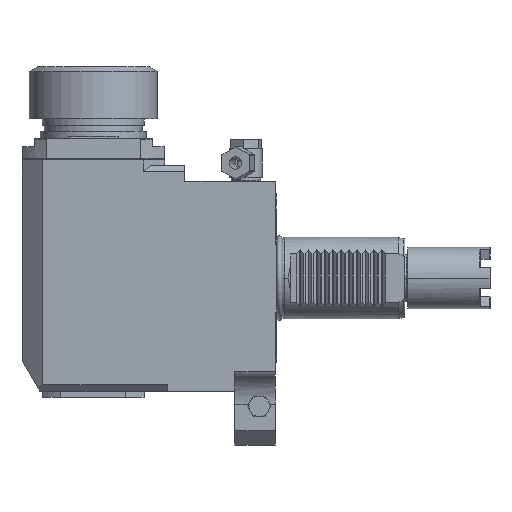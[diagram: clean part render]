
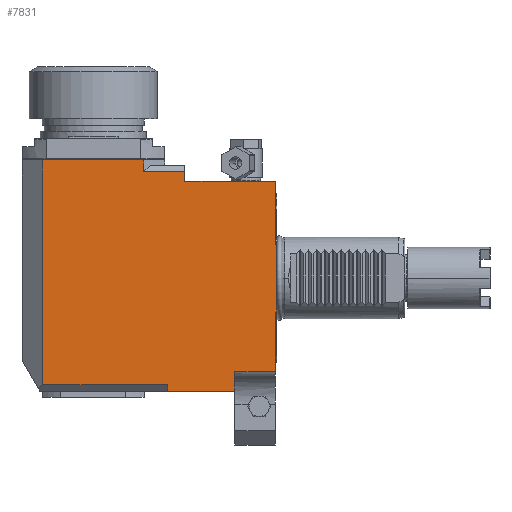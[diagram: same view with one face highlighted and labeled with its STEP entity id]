
A CAD part, front view. The second image highlights one B-rep face of the part: STEP entity #7831.
In plain terms, the highlighted planar face has unit normal (0, -1, 0).
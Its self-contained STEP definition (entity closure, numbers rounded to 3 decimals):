
#1062=DIRECTION('',(0.,0.,-1.));
#1063=VECTOR('',#1062,110.5);
#1064=CARTESIAN_POINT('',(-114.812,-38.,58.));
#1065=LINE('',#1064,#1063);
#1066=DIRECTION('',(1.,0.,0.));
#1067=VECTOR('',#1066,49.625);
#1068=CARTESIAN_POINT('',(-114.812,-38.,58.));
#1069=LINE('',#1068,#1067);
#1070=DIRECTION('',(-1.,0.,0.));
#1071=VECTOR('',#1070,20.188);
#1072=CARTESIAN_POINT('',(-45.,-38.,52.5));
#1073=LINE('',#1072,#1071);
#1074=DIRECTION('',(0.,0.,1.));
#1075=VECTOR('',#1074,30.819);
#1076=CARTESIAN_POINT('',(-0.5,-38.,16.681));
#1077=LINE('',#1076,#1075);
#1078=DIRECTION('',(-1.,0.,0.));
#1079=VECTOR('',#1078,0.5);
#1080=CARTESIAN_POINT('',(0.,-38.,16.681));
#1081=LINE('',#1080,#1079);
#1082=DIRECTION('',(0.,0.,1.));
#1083=VECTOR('',#1082,33.362);
#1084=CARTESIAN_POINT('',(0.,-38.,-16.681));
#1085=LINE('',#1084,#1083);
#1086=DIRECTION('',(-1.,0.,0.));
#1087=VECTOR('',#1086,0.5);
#1088=CARTESIAN_POINT('',(0.,-38.,-16.681));
#1089=LINE('',#1088,#1087);
#1090=DIRECTION('',(0.,0.,-1.));
#1091=VECTOR('',#1090,29.319);
#1092=CARTESIAN_POINT('',(-0.5,-38.,-16.681));
#1093=LINE('',#1092,#1091);
#1094=DIRECTION('',(1.,0.,0.));
#1095=VECTOR('',#1094,20.);
#1096=CARTESIAN_POINT('',(-20.5,-38.,-46.));
#1097=LINE('',#1096,#1095);
#1098=DIRECTION('',(0.,0.,1.));
#1099=VECTOR('',#1098,9.5);
#1100=CARTESIAN_POINT('',(-20.5,-38.,-55.5));
#1101=LINE('',#1100,#1099);
#1102=DIRECTION('',(-1.,0.,0.));
#1103=VECTOR('',#1102,33.);
#1104=CARTESIAN_POINT('',(-20.5,-38.,-55.5));
#1105=LINE('',#1104,#1103);
#1110=DIRECTION('',(0.,0.,-1.));
#1111=VECTOR('',#1110,3.);
#1112=CARTESIAN_POINT('',(-53.5,-38.,-52.5));
#1113=LINE('',#1112,#1111);
#1130=DIRECTION('',(1.,0.,0.));
#1131=VECTOR('',#1130,61.312);
#1132=CARTESIAN_POINT('',(-114.812,-38.,-52.5));
#1133=LINE('',#1132,#1131);
#1274=DIRECTION('',(-1.,0.,0.));
#1275=VECTOR('',#1274,44.5);
#1276=CARTESIAN_POINT('',(-0.5,-38.,47.5));
#1277=LINE('',#1276,#1275);
#1288=DIRECTION('',(0.,0.,-1.));
#1289=VECTOR('',#1288,5.);
#1290=CARTESIAN_POINT('',(-45.,-38.,52.5));
#1291=LINE('',#1290,#1289);
#1378=DIRECTION('',(0.,0.,1.));
#1379=VECTOR('',#1378,5.5);
#1380=CARTESIAN_POINT('',(-65.188,-38.,52.5));
#1381=LINE('',#1380,#1379);
#5760=CARTESIAN_POINT('',(-0.5,-38.,47.5));
#5762=VERTEX_POINT('',#5760);
#5772=CARTESIAN_POINT('',(-0.5,-38.,16.681));
#5773=VERTEX_POINT('',#5772);
#5774=CARTESIAN_POINT('',(0.,-38.,-16.681));
#5775=CARTESIAN_POINT('',(-0.5,-38.,-16.681));
#5776=VERTEX_POINT('',#5774);
#5777=VERTEX_POINT('',#5775);
#5778=CARTESIAN_POINT('',(0.,-38.,16.681));
#5779=VERTEX_POINT('',#5778);
#5795=CARTESIAN_POINT('',(-20.5,-38.,-55.5));
#5797=VERTEX_POINT('',#5795);
#5798=CARTESIAN_POINT('',(-20.5,-38.,-46.));
#5799=VERTEX_POINT('',#5798);
#5854=CARTESIAN_POINT('',(-0.5,-38.,-46.));
#5855=VERTEX_POINT('',#5854);
#5866=CARTESIAN_POINT('',(-53.5,-38.,-55.5));
#5867=VERTEX_POINT('',#5866);
#5872=CARTESIAN_POINT('',(-114.812,-38.,58.));
#5874=VERTEX_POINT('',#5872);
#5884=CARTESIAN_POINT('',(-114.812,-38.,-52.5));
#5885=VERTEX_POINT('',#5884);
#5902=CARTESIAN_POINT('',(-65.188,-38.,58.));
#5903=VERTEX_POINT('',#5902);
#5916=CARTESIAN_POINT('',(-45.,-38.,52.5));
#5917=VERTEX_POINT('',#5916);
#5918=CARTESIAN_POINT('',(-65.188,-38.,52.5));
#5919=VERTEX_POINT('',#5918);
#5921=CARTESIAN_POINT('',(-53.5,-38.,-52.5));
#5923=VERTEX_POINT('',#5921);
#5928=CARTESIAN_POINT('',(-45.,-38.,47.5));
#5930=VERTEX_POINT('',#5928);
#7794=CARTESIAN_POINT('',(-53.5,-38.,-55.5));
#7795=DIRECTION('',(0.,-1.,0.));
#7796=DIRECTION('',(0.,0.,1.));
#7797=AXIS2_PLACEMENT_3D('',#7794,#7795,#7796);
#7798=PLANE('',#7797);
#7800=ORIENTED_EDGE('',*,*,#7799,.F.);
#7802=ORIENTED_EDGE('',*,*,#7801,.F.);
#7804=ORIENTED_EDGE('',*,*,#7803,.F.);
#7806=ORIENTED_EDGE('',*,*,#7805,.T.);
#7808=ORIENTED_EDGE('',*,*,#7807,.F.);
#7810=ORIENTED_EDGE('',*,*,#7809,.F.);
#7812=ORIENTED_EDGE('',*,*,#7811,.T.);
#7814=ORIENTED_EDGE('',*,*,#7813,.F.);
#7816=ORIENTED_EDGE('',*,*,#7815,.F.);
#7817=ORIENTED_EDGE('',*,*,#7785,.F.);
#7818=ORIENTED_EDGE('',*,*,#7770,.F.);
#7820=ORIENTED_EDGE('',*,*,#7819,.T.);
#7822=ORIENTED_EDGE('',*,*,#7821,.T.);
#7824=ORIENTED_EDGE('',*,*,#7823,.F.);
#7826=ORIENTED_EDGE('',*,*,#7825,.F.);
#7828=ORIENTED_EDGE('',*,*,#7827,.T.);
#7829=EDGE_LOOP('',(#7800,#7802,#7804,#7806,#7808,#7810,#7812,#7814,#7816,#7817,
#7818,#7820,#7822,#7824,#7826,#7828));
#7830=FACE_OUTER_BOUND('',#7829,.F.);
#7831=ADVANCED_FACE('',(#7830),#7798,.T.);
#7770=EDGE_CURVE('',#5776,#5779,#1085,.T.);
#7785=EDGE_CURVE('',#5779,#5773,#1081,.T.);
#7799=EDGE_CURVE('',#5923,#5867,#1113,.T.);
#7801=EDGE_CURVE('',#5885,#5923,#1133,.T.);
#7803=EDGE_CURVE('',#5874,#5885,#1065,.T.);
#7805=EDGE_CURVE('',#5874,#5903,#1069,.T.);
#7807=EDGE_CURVE('',#5919,#5903,#1381,.T.);
#7809=EDGE_CURVE('',#5917,#5919,#1073,.T.);
#7811=EDGE_CURVE('',#5917,#5930,#1291,.T.);
#7813=EDGE_CURVE('',#5762,#5930,#1277,.T.);
#7815=EDGE_CURVE('',#5773,#5762,#1077,.T.);
#7819=EDGE_CURVE('',#5776,#5777,#1089,.T.);
#7821=EDGE_CURVE('',#5777,#5855,#1093,.T.);
#7823=EDGE_CURVE('',#5799,#5855,#1097,.T.);
#7825=EDGE_CURVE('',#5797,#5799,#1101,.T.);
#7827=EDGE_CURVE('',#5797,#5867,#1105,.T.);
